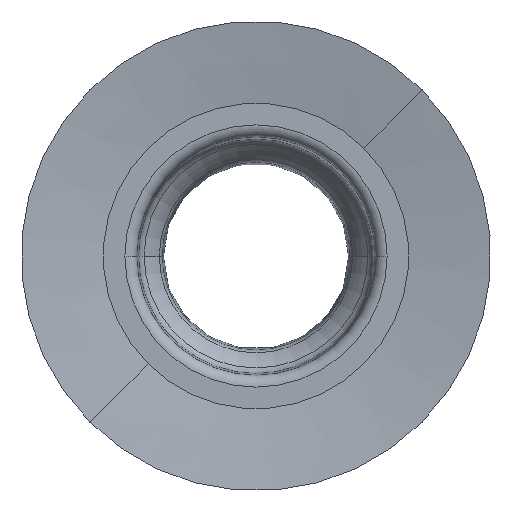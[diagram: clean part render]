
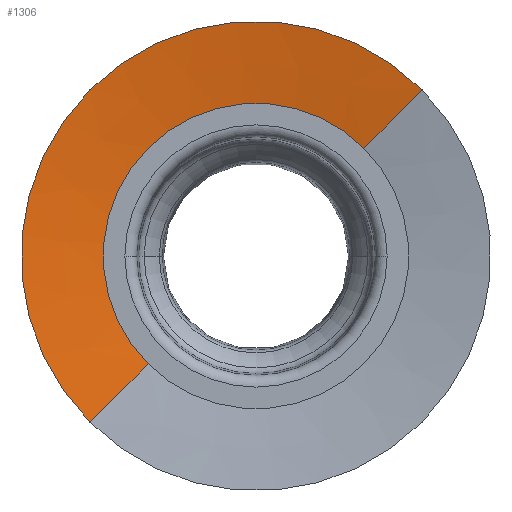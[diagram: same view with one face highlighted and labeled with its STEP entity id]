
A CAD part, top view. The second image highlights one B-rep face of the part: STEP entity #1306.
In plain terms, the highlighted conical face has half-angle 81.069 degrees and reference radius 4.95 mm.
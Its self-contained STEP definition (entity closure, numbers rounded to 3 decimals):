
#228=CARTESIAN_POINT('',(0.,0.,
0.));
#229=DIRECTION('',(0.,0.,-1.));
#230=DIRECTION('',(-0.707,-0.707,0.));
#231=AXIS2_PLACEMENT_3D('',#228,#229,#230);
#233=DIRECTION('',(0.699,0.699,0.155));
#234=VECTOR('',#233,2.126);
#235=CARTESIAN_POINT('',(2.758,2.758,-0.33));
#236=LINE('',#235,#234);
#237=CARTESIAN_POINT('',(0.,0.,-0.33));
#238=DIRECTION('',(0.,0.,1.));
#239=DIRECTION('',(0.707,0.707,0.));
#240=AXIS2_PLACEMENT_3D('',#237,#238,#239);
#242=DIRECTION('',(-0.699,-0.699,0.155));
#243=VECTOR('',#242,2.126);
#244=CARTESIAN_POINT('',(-2.758,-2.758,-0.33));
#245=LINE('',#244,#243);
#773=CARTESIAN_POINT('',(-2.758,-2.758,-0.33));
#774=CARTESIAN_POINT('',(2.758,2.758,-0.33));
#775=VERTEX_POINT('',#773);
#776=VERTEX_POINT('',#774);
#821=CARTESIAN_POINT('',(4.243,4.243,0.));
#822=CARTESIAN_POINT('',(-4.243,-4.243,
0.));
#823=VERTEX_POINT('',#821);
#824=VERTEX_POINT('',#822);
#1295=CARTESIAN_POINT('',(0.,0.,
-0.165));
#1296=DIRECTION('',(0.,0.,1.));
#1297=DIRECTION('',(0.707,0.707,0.));
#1298=AXIS2_PLACEMENT_3D('',#1295,#1296,#1297);
#1299=CONICAL_SURFACE('',#1298,4.95,81.069);
#1300=ORIENTED_EDGE('',*,*,#1255,.T.);
#1301=ORIENTED_EDGE('',*,*,#1188,.F.);
#1302=ORIENTED_EDGE('',*,*,#1156,.T.);
#1303=ORIENTED_EDGE('',*,*,#1185,.T.);
#1304=EDGE_LOOP('',(#1300,#1301,#1302,#1303));
#1305=FACE_OUTER_BOUND('',#1304,.F.);
#232=CIRCLE('',#231,6.);
#241=CIRCLE('',#240,3.9);
#1156=EDGE_CURVE('',#776,#775,#241,.T.);
#1185=EDGE_CURVE('',#775,#824,#245,.T.);
#1188=EDGE_CURVE('',#776,#823,#236,.T.);
#1255=EDGE_CURVE('',#824,#823,#232,.T.);
#1306=ADVANCED_FACE('',(#1305),#1299,.F.);
